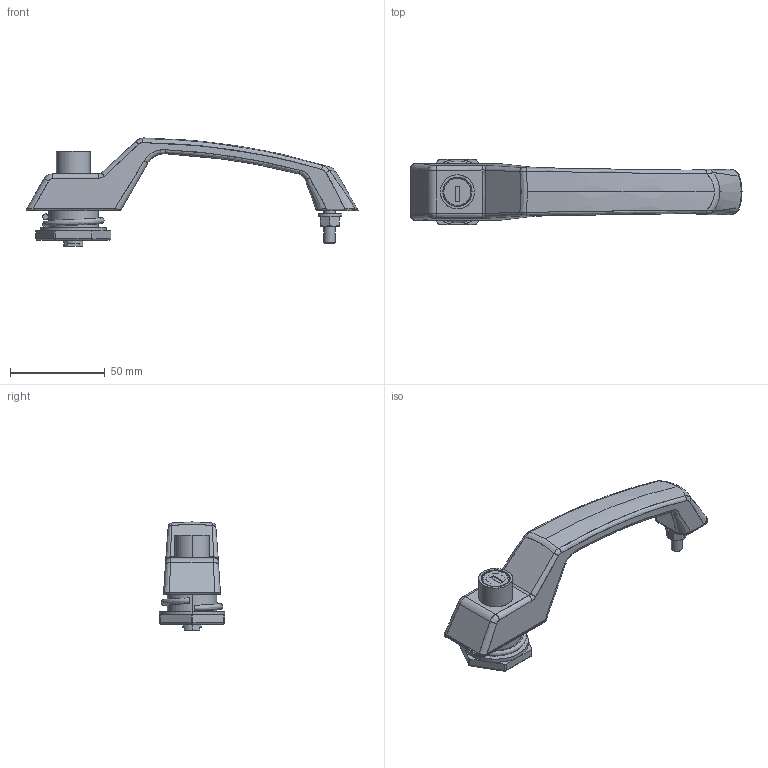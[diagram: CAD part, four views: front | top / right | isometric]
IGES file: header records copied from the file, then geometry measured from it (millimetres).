
Start section: SolidWorks IGES file using analytic representation for surfaces
Global section: file name: A-870-S_公.IGS; native system: SolidWorks 2006 by SolidWorks Corporation; preprocessor: SolidWorks 2006 by SolidWorks Corporation; author: 6sw; date: 060803.175442; units: millimetre
Bounding box: 175 x 34.5 x 56.98 mm (x, y, z)
Surface area: 34083.7 mm2 (no closed solid volume)
Topology: 0 solids, 0 shells, 482 faces, 5781 edges, 5760 vertices
Faces by surface type: bspline 276, revolution 206
